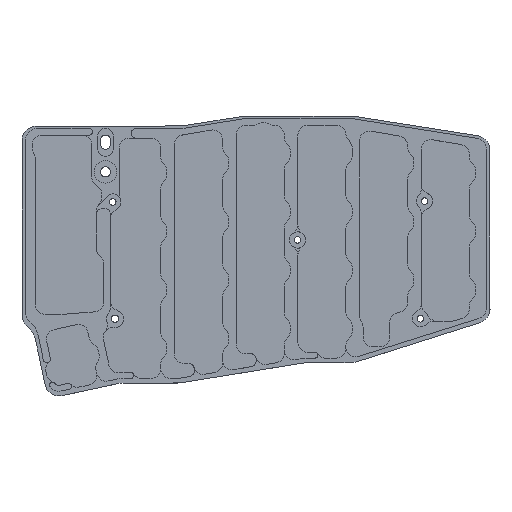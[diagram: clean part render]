
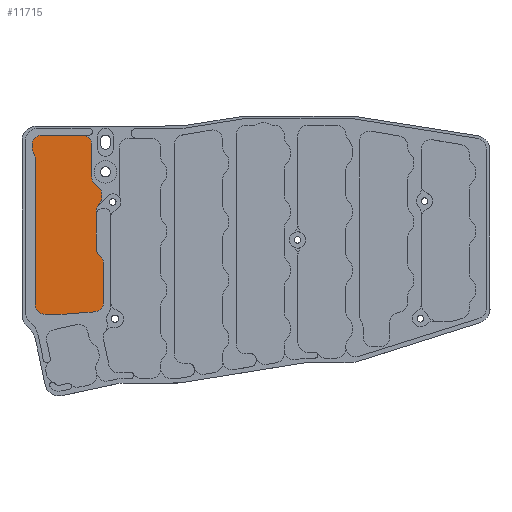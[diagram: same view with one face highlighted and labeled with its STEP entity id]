
A CAD part, top view. The second image highlights one B-rep face of the part: STEP entity #11715.
In plain terms, the highlighted planar face has unit normal (0, 0, 1).
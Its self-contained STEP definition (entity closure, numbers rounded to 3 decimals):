
#9135=CARTESIAN_POINT('',(18.876,-5.474,-2.25));
#9136=VERTEX_POINT('',#9135);
#9137=CARTESIAN_POINT('',(15.874,-2.474,-2.25));
#9138=VERTEX_POINT('',#9137);
#9139=CARTESIAN_POINT('',(15.876,-5.474,-2.25));
#9140=DIRECTION('',(0.,0.,1.));
#9141=DIRECTION('',(1.,0.,-0.));
#9142=AXIS2_PLACEMENT_3D('',#9139,#9140,#9141);
#9143=CIRCLE('',#9142,3.);
#9144=EDGE_CURVE('',#9136,#9138,#9143,.T.);
#9188=CARTESIAN_POINT('',(20.404,-17.951,-2.25));
#9189=VERTEX_POINT('',#9188);
#9196=CARTESIAN_POINT('',(21.931,-20.558,-2.25));
#9197=VERTEX_POINT('',#9196);
#9198=CARTESIAN_POINT('',(18.931,-20.564,-2.25));
#9199=DIRECTION('',(0.,0.,1.));
#9200=DIRECTION('',(1.,0.,-0.));
#9201=AXIS2_PLACEMENT_3D('',#9198,#9199,#9200);
#9202=CIRCLE('',#9201,3.);
#9203=EDGE_CURVE('',#9197,#9189,#9202,.T.);
#9219=CARTESIAN_POINT('',(18.876,-15.337,-2.25));
#9220=VERTEX_POINT('',#9219);
#9221=CARTESIAN_POINT('',(21.876,-15.337,-2.25));
#9222=DIRECTION('',(-0.,-0.,-1.));
#9223=DIRECTION('',(1.,0.,-0.));
#9224=AXIS2_PLACEMENT_3D('',#9221,#9222,#9223);
#9225=CIRCLE('',#9224,3.);
#9226=EDGE_CURVE('',#9189,#9220,#9225,.T.);
#9254=CARTESIAN_POINT('',(21.934,-21.736,-2.25));
#9255=VERTEX_POINT('',#9254);
#9271=CARTESIAN_POINT('',(21.934,-21.73,-2.25));
#9272=VERTEX_POINT('',#9271);
#9279=CARTESIAN_POINT('',(18.934,-21.736,-2.25));
#9280=DIRECTION('',(0.,0.,1.));
#9281=DIRECTION('',(1.,0.,-0.));
#9282=AXIS2_PLACEMENT_3D('',#9279,#9280,#9281);
#9283=CIRCLE('',#9282,3.);
#9284=EDGE_CURVE('',#9255,#9272,#9283,.T.);
#9343=CARTESIAN_POINT('',(21.934,-21.73,-2.25));
#9344=DIRECTION('',(-0.002,1.,0.));
#9345=VECTOR('',#9344,1.172);
#9346=LINE('',#9343,#9345);
#9347=EDGE_CURVE('',#9272,#9197,#9346,.T.);
#9659=CARTESIAN_POINT('',(18.876,-5.474,-2.25));
#9660=DIRECTION('',(0.,-1.,0.));
#9661=VECTOR('',#9660,9.863);
#9662=LINE('',#9659,#9661);
#9663=EDGE_CURVE('',#9136,#9220,#9662,.T.);
#11558=CARTESIAN_POINT('',(0.,0.,-2.25));
#11559=DIRECTION('',(0.,0.,1.));
#11560=DIRECTION('',(1.,0.,0.));
#11561=AXIS2_PLACEMENT_3D('',#11558,#11559,#11560);
#11562=PLANE('',#11561);
#11563=ORIENTED_EDGE('',*,*,#9663,.F.);
#11564=ORIENTED_EDGE('',*,*,#9144,.T.);
#11565=CARTESIAN_POINT('',(3.546,-2.484,-2.25));
#11566=VERTEX_POINT('',#11565);
#11567=CARTESIAN_POINT('',(15.874,-2.474,-2.25));
#11568=DIRECTION('',(-1.,-0.001,0.));
#11569=VECTOR('',#11568,12.328);
#11570=LINE('',#11567,#11569);
#11571=EDGE_CURVE('',#9138,#11566,#11570,.T.);
#11572=ORIENTED_EDGE('',*,*,#11571,.T.);
#11573=CARTESIAN_POINT('',(0.548,-5.484,-2.25));
#11574=VERTEX_POINT('',#11573);
#11575=CARTESIAN_POINT('',(3.548,-5.484,-2.25));
#11576=DIRECTION('',(0.,0.,1.));
#11577=DIRECTION('',(1.,0.,-0.));
#11578=AXIS2_PLACEMENT_3D('',#11575,#11576,#11577);
#11579=CIRCLE('',#11578,3.);
#11580=EDGE_CURVE('',#11566,#11574,#11579,.T.);
#11581=ORIENTED_EDGE('',*,*,#11580,.T.);
#11582=CARTESIAN_POINT('',(0.548,-6.437,-2.25));
#11583=VERTEX_POINT('',#11582);
#11584=CARTESIAN_POINT('',(0.548,-5.484,-2.25));
#11585=DIRECTION('',(0.,-1.,0.));
#11586=VECTOR('',#11585,0.954);
#11587=LINE('',#11584,#11586);
#11588=EDGE_CURVE('',#11574,#11583,#11587,.T.);
#11589=ORIENTED_EDGE('',*,*,#11588,.T.);
#11590=CARTESIAN_POINT('',(1.048,-8.096,-2.25));
#11591=VERTEX_POINT('',#11590);
#11592=CARTESIAN_POINT('',(3.548,-6.437,-2.25));
#11593=DIRECTION('',(0.,0.,1.));
#11594=DIRECTION('',(1.,0.,-0.));
#11595=AXIS2_PLACEMENT_3D('',#11592,#11593,#11594);
#11596=CIRCLE('',#11595,3.);
#11597=EDGE_CURVE('',#11583,#11591,#11596,.T.);
#11598=ORIENTED_EDGE('',*,*,#11597,.T.);
#11599=CARTESIAN_POINT('',(1.548,-9.754,-2.25));
#11600=VERTEX_POINT('',#11599);
#11601=CARTESIAN_POINT('',(-1.452,-9.754,-2.25));
#11602=DIRECTION('',(0.,0.,-1.));
#11603=DIRECTION('',(1.,0.,0.));
#11604=AXIS2_PLACEMENT_3D('',#11601,#11602,#11603);
#11605=CIRCLE('',#11604,3.);
#11606=EDGE_CURVE('',#11591,#11600,#11605,.T.);
#11607=ORIENTED_EDGE('',*,*,#11606,.T.);
#11608=CARTESIAN_POINT('',(1.548,-54.681,-2.25));
#11609=VERTEX_POINT('',#11608);
#11610=CARTESIAN_POINT('',(1.548,-9.754,-2.25));
#11611=DIRECTION('',(0.,-1.,0.));
#11612=VECTOR('',#11611,44.927);
#11613=LINE('',#11610,#11612);
#11614=EDGE_CURVE('',#11600,#11609,#11613,.T.);
#11615=ORIENTED_EDGE('',*,*,#11614,.T.);
#11616=CARTESIAN_POINT('',(4.575,-57.681,-2.25));
#11617=VERTEX_POINT('',#11616);
#11618=CARTESIAN_POINT('',(4.548,-54.681,-2.25));
#11619=DIRECTION('',(0.,0.,-1.));
#11620=DIRECTION('',(1.,0.,0.));
#11621=AXIS2_PLACEMENT_3D('',#11618,#11619,#11620);
#11622=CIRCLE('',#11621,3.);
#11623=EDGE_CURVE('',#11617,#11609,#11622,.T.);
#11624=ORIENTED_EDGE('',*,*,#11623,.F.);
#11625=CARTESIAN_POINT('',(10.073,-57.631,-2.25));
#11626=VERTEX_POINT('',#11625);
#11627=CARTESIAN_POINT('',(4.575,-57.681,-2.25));
#11628=DIRECTION('',(1.,0.009,0.));
#11629=VECTOR('',#11628,5.498);
#11630=LINE('',#11627,#11629);
#11631=EDGE_CURVE('',#11617,#11626,#11630,.T.);
#11632=ORIENTED_EDGE('',*,*,#11631,.T.);
#11633=CARTESIAN_POINT('',(10.427,-57.615,-2.25));
#11634=VERTEX_POINT('',#11633);
#11635=CARTESIAN_POINT('',(10.028,-52.631,-2.25));
#11636=DIRECTION('',(0.,0.,1.));
#11637=DIRECTION('',(1.,0.,-0.));
#11638=AXIS2_PLACEMENT_3D('',#11635,#11636,#11637);
#11639=CIRCLE('',#11638,5.);
#11640=EDGE_CURVE('',#11626,#11634,#11639,.T.);
#11641=ORIENTED_EDGE('',*,*,#11640,.T.);
#11642=CARTESIAN_POINT('',(19.631,-56.878,-2.25));
#11643=VERTEX_POINT('',#11642);
#11644=CARTESIAN_POINT('',(10.427,-57.615,-2.25));
#11645=DIRECTION('',(0.997,0.08,0.));
#11646=VECTOR('',#11645,9.234);
#11647=LINE('',#11644,#11646);
#11648=EDGE_CURVE('',#11634,#11643,#11647,.T.);
#11649=ORIENTED_EDGE('',*,*,#11648,.T.);
#11650=CARTESIAN_POINT('',(22.573,-53.879,-2.25));
#11651=VERTEX_POINT('',#11650);
#11652=CARTESIAN_POINT('',(19.573,-53.879,-2.25));
#11653=DIRECTION('',(0.,0.,1.));
#11654=DIRECTION('',(1.,0.,-0.));
#11655=AXIS2_PLACEMENT_3D('',#11652,#11653,#11654);
#11656=CIRCLE('',#11655,3.);
#11657=EDGE_CURVE('',#11643,#11651,#11656,.T.);
#11658=ORIENTED_EDGE('',*,*,#11657,.T.);
#11659=CARTESIAN_POINT('',(22.573,-42.037,-2.25));
#11660=VERTEX_POINT('',#11659);
#11661=CARTESIAN_POINT('',(22.573,-53.879,-2.25));
#11662=DIRECTION('',(0.,1.,0.));
#11663=VECTOR('',#11662,11.842);
#11664=LINE('',#11661,#11663);
#11665=EDGE_CURVE('',#11651,#11660,#11664,.T.);
#11666=ORIENTED_EDGE('',*,*,#11665,.T.);
#11667=CARTESIAN_POINT('',(21.271,-39.564,-2.25));
#11668=VERTEX_POINT('',#11667);
#11669=CARTESIAN_POINT('',(19.573,-42.037,-2.25));
#11670=DIRECTION('',(0.,0.,1.));
#11671=DIRECTION('',(1.,0.,-0.));
#11672=AXIS2_PLACEMENT_3D('',#11669,#11670,#11671);
#11673=CIRCLE('',#11672,3.);
#11674=EDGE_CURVE('',#11660,#11668,#11673,.T.);
#11675=ORIENTED_EDGE('',*,*,#11674,.T.);
#11676=CARTESIAN_POINT('',(20.273,-37.667,-2.25));
#11677=VERTEX_POINT('',#11676);
#11678=CARTESIAN_POINT('',(22.573,-37.667,-2.25));
#11679=DIRECTION('',(0.,0.,-1.));
#11680=DIRECTION('',(1.,0.,0.));
#11681=AXIS2_PLACEMENT_3D('',#11678,#11679,#11680);
#11682=CIRCLE('',#11681,2.3);
#11683=EDGE_CURVE('',#11668,#11677,#11682,.T.);
#11684=ORIENTED_EDGE('',*,*,#11683,.T.);
#11685=CARTESIAN_POINT('',(20.273,-25.88,-2.25));
#11686=VERTEX_POINT('',#11685);
#11687=CARTESIAN_POINT('',(20.273,-37.667,-2.25));
#11688=DIRECTION('',(0.,1.,0.));
#11689=VECTOR('',#11688,11.788);
#11690=LINE('',#11687,#11689);
#11691=EDGE_CURVE('',#11677,#11686,#11690,.T.);
#11692=ORIENTED_EDGE('',*,*,#11691,.T.);
#11693=CARTESIAN_POINT('',(21.103,-23.808,-2.25));
#11694=VERTEX_POINT('',#11693);
#11695=CARTESIAN_POINT('',(23.273,-25.88,-2.25));
#11696=DIRECTION('',(0.,0.,-1.));
#11697=DIRECTION('',(1.,0.,0.));
#11698=AXIS2_PLACEMENT_3D('',#11695,#11696,#11697);
#11699=CIRCLE('',#11698,3.);
#11700=EDGE_CURVE('',#11686,#11694,#11699,.T.);
#11701=ORIENTED_EDGE('',*,*,#11700,.T.);
#11702=CARTESIAN_POINT('',(18.934,-21.736,-2.25));
#11703=DIRECTION('',(0.,0.,1.));
#11704=DIRECTION('',(1.,0.,-0.));
#11705=AXIS2_PLACEMENT_3D('',#11702,#11703,#11704);
#11706=CIRCLE('',#11705,3.);
#11707=EDGE_CURVE('',#11694,#9255,#11706,.T.);
#11708=ORIENTED_EDGE('',*,*,#11707,.T.);
#11709=ORIENTED_EDGE('',*,*,#9284,.T.);
#11710=ORIENTED_EDGE('',*,*,#9347,.T.);
#11711=ORIENTED_EDGE('',*,*,#9203,.T.);
#11712=ORIENTED_EDGE('',*,*,#9226,.T.);
#11713=EDGE_LOOP('',(#11563,#11564,#11572,#11581,#11589,#11598,#11607,#11615,#11624,#11632,#11641,#11649,#11658,#11666,#11675,#11684,#11692,#11701,#11708,#11709,#11710,#11711,#11712));
#11714=FACE_BOUND('',#11713,.T.);
#11715=ADVANCED_FACE('',(#11714),#11562,.T.);
